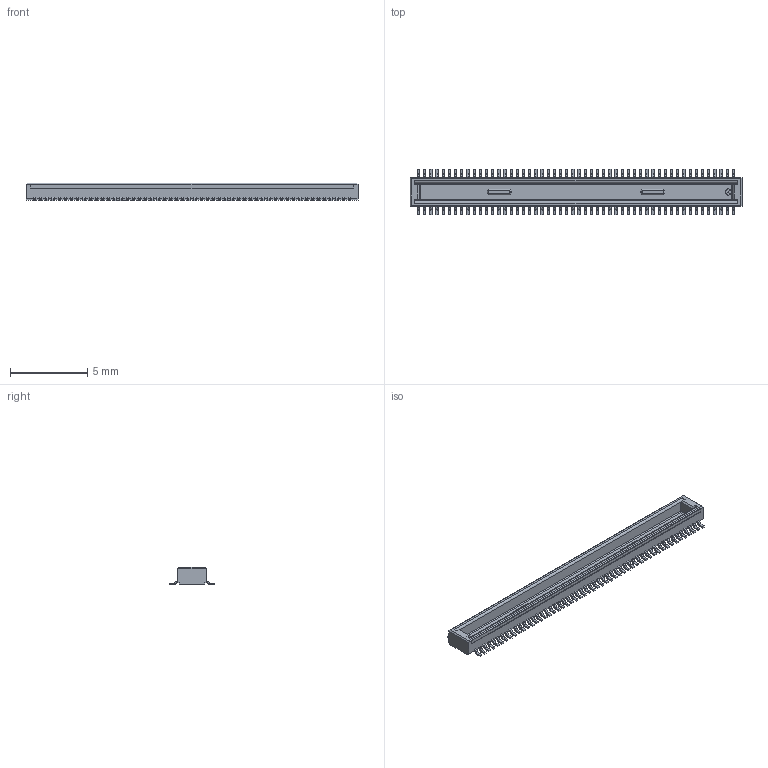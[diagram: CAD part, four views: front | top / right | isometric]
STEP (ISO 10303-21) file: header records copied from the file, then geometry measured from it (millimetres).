
FILE_DESCRIPTION((''),'2;1');
FILE_NAME('P-100P','2024-05-06T10:24:16',('LuSa'),(''),'CREO PARAMETRIC BY PTC INC, 2021184','CREO PARAMETRIC BY PTC INC, 2021184','');
FILE_SCHEMA(('AUTOMOTIVE_DESIGN { 1 0 10303 214 1 1 1 1 }'));
Length unit declared in the file: millimetre
Products named in the file (1): P-100P
Bounding box: 21.52 x 2.97 x 1.15 mm (x, y, z)
Volume: 23.3 mm3; surface area: 199.2 mm2
Topology: 1 solids, 1 shells, 1123 faces, 3328 edges, 2212 vertices
Faces by surface type: plane 691, cylinder 428, cone 4
Entity records: 38239 total; most frequent: CARTESIAN_POINT 6809, ORIENTED_EDGE 6656, DIRECTION 6544, EDGE_CURVE 3328, VECTOR 2465, LINE 2465, VERTEX_POINT 2212, AXIS2_PLACEMENT_3D 2038
